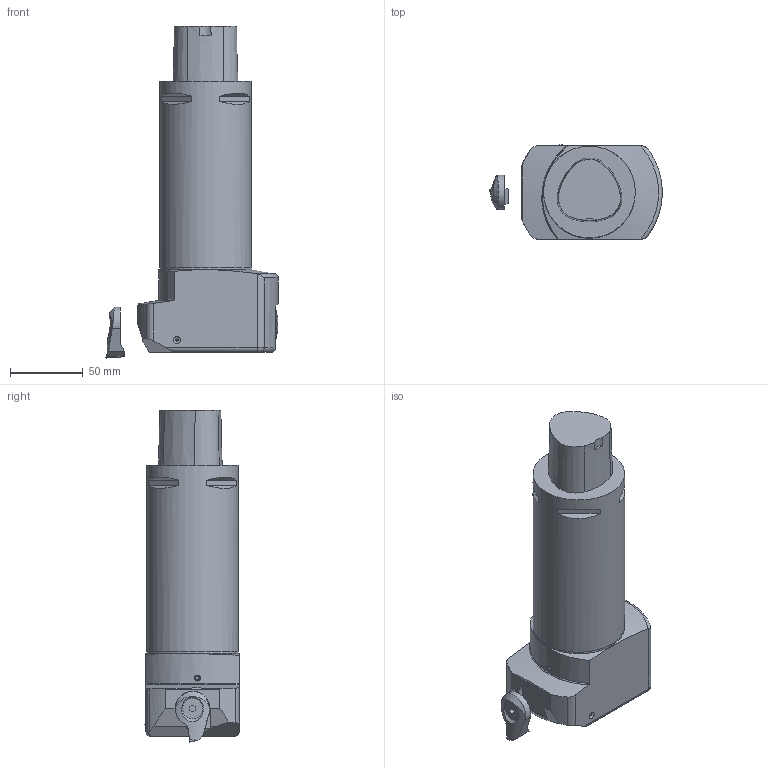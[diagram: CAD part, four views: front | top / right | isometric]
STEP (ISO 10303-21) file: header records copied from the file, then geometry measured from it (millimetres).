
FILE_DESCRIPTION(/* description */ (''),/* implementation_level */ '2;1');
FILE_NAME(/* name */ '1566813249775.stp',/* time_stamp */ '2019-08-26T11:54:16+02:00',/* author */ (''),/* organization */ ('SMS'),/* preprocessor_version */ 'ST-DEVELOPER v16.7',/* originating_system */ 'SIEMENS PLM Software NX 12.0',/* authorisation */ '');
FILE_SCHEMA (('AUTOMOTIVE_DESIGN { 1 0 10303 214 3 1 1 1 }'));
Length unit declared in the file: millimetre
Products named in the file (7): ASSEMBLY_CONSTRUCTION; IsoTurningInsert; 201964712mod000_00; 111166426mod000_01; 111169134mod000_01; 111164801mod000_01
Assembly tree (6 placements, depth 3):
  111164801mod000_01
    111169134mod000_01
      201964712mod000_00
      IsoTurningInsert
      ASSEMBLY_CONSTRUCTION
    111166426mod000_01
    ASSEMBLY_CONSTRUCTION
Bounding box: 118.46 x 64.74 x 228 mm (x, y, z)
Volume: 756313.3 mm3; surface area: 72634.6 mm2
Topology: 4 solids, 5 shells, 419 faces, 1169 edges, 786 vertices
Faces by surface type: plane 297, cone 72, cylinder 38, torus 8, bspline 3, sphere 1
Full cylindrical faces by diameter (mm): 1.5 x1, 2.8 x2, 4 x1, 4.7 x1, 8 x1, 8.5 x1, 9.5 x2, 10 x1, 13.9 x1, 24 x2, 62.985 x1, 63 x1
Entity records: 13946 total; most frequent: CARTESIAN_POINT 3471, ORIENTED_EDGE 2244, DIRECTION 1926, EDGE_CURVE 1122, VERTEX_POINT 759, AXIS2_PLACEMENT_3D 665, LINE 596, VECTOR 596
